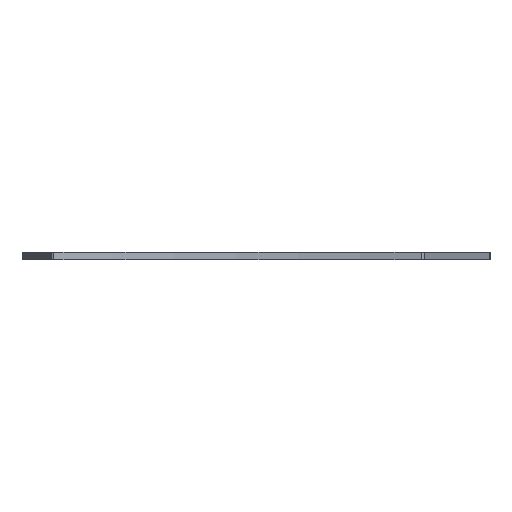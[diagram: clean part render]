
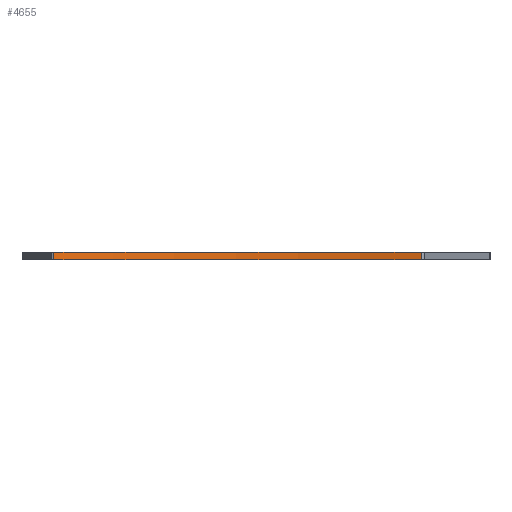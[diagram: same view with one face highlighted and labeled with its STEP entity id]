
A CAD part, front view. The second image highlights one B-rep face of the part: STEP entity #4655.
In plain terms, the highlighted cylindrical face has radius 150 mm (diameter 300 mm), a partial arc.
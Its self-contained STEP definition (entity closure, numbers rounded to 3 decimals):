
#939=CARTESIAN_POINT('',(261.128,70.076,7.78));
#940=VERTEX_POINT('',#939);
#948=CARTESIAN_POINT('',(162.342,64.333,7.78));
#949=VERTEX_POINT('',#948);
#950=CARTESIAN_POINT('',(219.954,-74.163,7.78));
#951=DIRECTION('',(-0.,0.,-1.));
#952=DIRECTION('',(-1.,-0.,0.));
#953=AXIS2_PLACEMENT_3D('',#950,#951,#952);
#954=CIRCLE('',#953,150.);
#955=EDGE_CURVE('',#949,#940,#954,.T.);
#3962=CARTESIAN_POINT('',(162.342,64.333,9.78));
#3963=VERTEX_POINT('',#3962);
#3971=CARTESIAN_POINT('',(261.128,70.076,9.78));
#3972=VERTEX_POINT('',#3971);
#3973=CARTESIAN_POINT('',(219.954,-74.163,9.78));
#3974=DIRECTION('',(0.,0.,-1.));
#3975=DIRECTION('',(-0.996,0.087,0.));
#3976=AXIS2_PLACEMENT_3D('',#3973,#3974,#3975);
#3977=CIRCLE('',#3976,150.);
#3978=EDGE_CURVE('',#3963,#3972,#3977,.T.);
#4630=CARTESIAN_POINT('',(261.128,70.076,9.78));
#4631=DIRECTION('',(0.,0.,-1.));
#4632=VECTOR('',#4631,2.);
#4633=LINE('',#4630,#4632);
#4634=EDGE_CURVE('',#3972,#940,#4633,.T.);
#4639=CARTESIAN_POINT('',(219.954,-74.163,9.78));
#4640=DIRECTION('',(0.,0.,-1.));
#4641=DIRECTION('',(0.996,-0.087,0.));
#4642=AXIS2_PLACEMENT_3D('',#4639,#4640,#4641);
#4643=CYLINDRICAL_SURFACE('',#4642,150.);
#4644=ORIENTED_EDGE('',*,*,#955,.T.);
#4645=ORIENTED_EDGE('',*,*,#4634,.F.);
#4646=ORIENTED_EDGE('',*,*,#3978,.F.);
#4647=CARTESIAN_POINT('',(162.342,64.333,7.78));
#4648=DIRECTION('',(-0.,-0.,1.));
#4649=VECTOR('',#4648,2.);
#4650=LINE('',#4647,#4649);
#4651=EDGE_CURVE('',#949,#3963,#4650,.T.);
#4652=ORIENTED_EDGE('',*,*,#4651,.F.);
#4653=EDGE_LOOP('',(#4644,#4645,#4646,#4652));
#4654=FACE_BOUND('',#4653,.T.);
#4655=ADVANCED_FACE('',(#4654),#4643,.F.);
